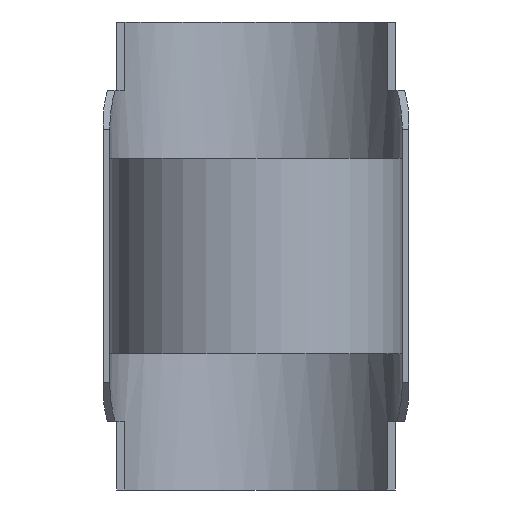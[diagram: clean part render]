
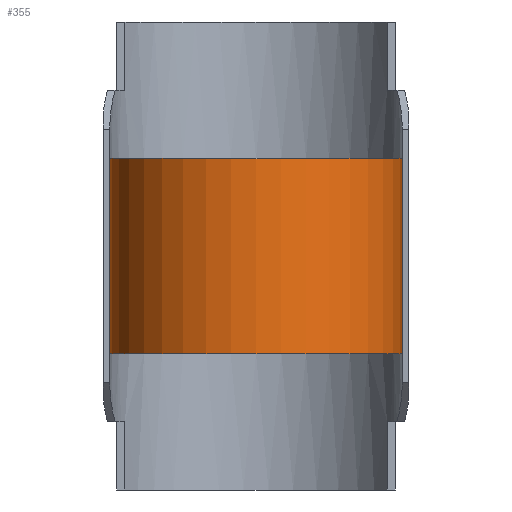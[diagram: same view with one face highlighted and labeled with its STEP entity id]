
A CAD part, front view. The second image highlights one B-rep face of the part: STEP entity #355.
In plain terms, the highlighted cylindrical face has radius 45 mm (diameter 90 mm), a partial arc.
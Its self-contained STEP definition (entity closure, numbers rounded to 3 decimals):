
#235 = VERTEX_POINT( '', #635 );
#273 = VERTEX_POINT( '', #675 );
#283 = VERTEX_POINT( '', #685 );
#323 = EDGE_CURVE( '', #283, #545, #729, .T. );
#355 = ADVANCED_FACE( '', ( #764 ), #765, .T. );
#391 = EDGE_CURVE( '', #235, #545, #802, .T. );
#523 = EDGE_CURVE( '', #283, #273, #952, .T. );
#545 = VERTEX_POINT( '', #978 );
#593 = EDGE_CURVE( '', #273, #235, #1033, .T. );
#635 = CARTESIAN_POINT( '', ( 45., 0., -30. ) );
#675 = CARTESIAN_POINT( '', ( -45., 0., -30. ) );
#685 = CARTESIAN_POINT( '', ( -45., 0., 30. ) );
#729 = CIRCLE( '', #1268, 45. );
#764 = FACE_OUTER_BOUND( '', #1346, .T. );
#765 = CYLINDRICAL_SURFACE( '', #1347, 45. );
#802 = LINE( '', #1515, #1516 );
#952 = LINE( '', #1738, #1739 );
#978 = CARTESIAN_POINT( '', ( 45., 0., 30. ) );
#1033 = CIRCLE( '', #1842, 45. );
#1268 = AXIS2_PLACEMENT_3D( '', #1963, #1964, #1965 );
#1346 = EDGE_LOOP( '', ( #2002, #2003, #2004, #2005 ) );
#1347 = AXIS2_PLACEMENT_3D( '', #2006, #2007, #2008 );
#1515 = CARTESIAN_POINT( '', ( 45., 0., 0. ) );
#1516 = VECTOR( '', #2029, 1. );
#1738 = CARTESIAN_POINT( '', ( -45., 0., 0. ) );
#1739 = VECTOR( '', #2208, 1. );
#1842 = AXIS2_PLACEMENT_3D( '', #2336, #2337, #2338 );
#1963 = CARTESIAN_POINT( '', ( 0., 0., 30. ) );
#1964 = DIRECTION( '', ( 0., 0., 1. ) );
#1965 = DIRECTION( '', ( 1., 0., 0. ) );
#2002 = ORIENTED_EDGE( '', *, *, #391, .T. );
#2003 = ORIENTED_EDGE( '', *, *, #323, .F. );
#2004 = ORIENTED_EDGE( '', *, *, #523, .T. );
#2005 = ORIENTED_EDGE( '', *, *, #593, .T. );
#2006 = CARTESIAN_POINT( '', ( 0., 0., 30. ) );
#2007 = DIRECTION( '', ( 0., 0., 1. ) );
#2008 = DIRECTION( '', ( 1., 0., 0. ) );
#2029 = DIRECTION( '', ( 0., 0., 1. ) );
#2208 = DIRECTION( '', ( 0., 0., -1. ) );
#2336 = CARTESIAN_POINT( '', ( 0., 0., -30. ) );
#2337 = DIRECTION( '', ( 0., 0., 1. ) );
#2338 = DIRECTION( '', ( 1., 0., 0. ) );
